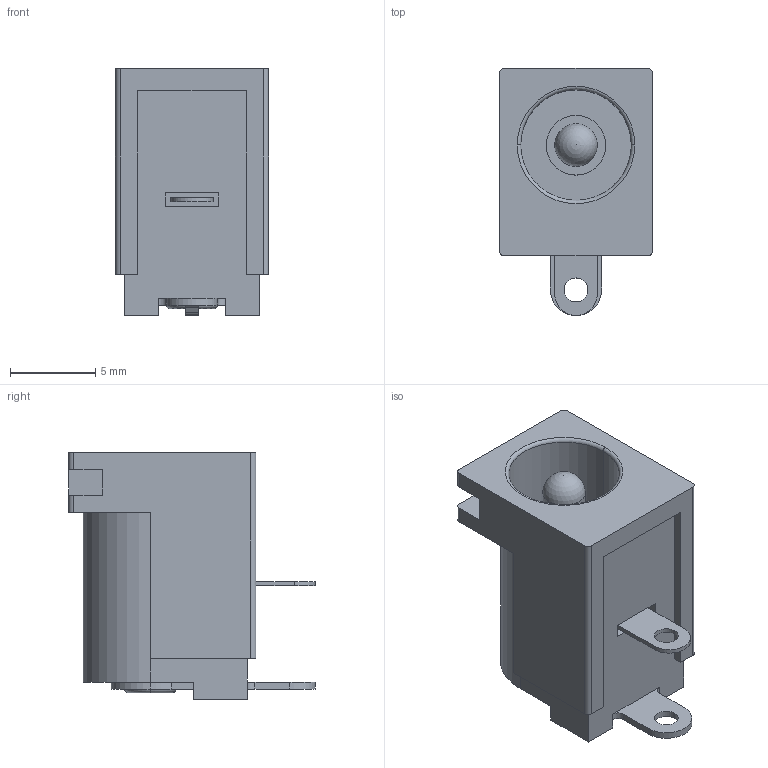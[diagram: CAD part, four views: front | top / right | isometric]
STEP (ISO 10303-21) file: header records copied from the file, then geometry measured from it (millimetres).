
FILE_DESCRIPTION(('FreeCAD Model'),'2;1');
FILE_NAME('CUI_PJ-037B.step', '2018-06-26T20:29:02',('Author'),(''), 'Open CASCADE STEP processor 7.2','FreeCAD','Unknown');
FILE_SCHEMA(('AUTOMOTIVE_DESIGN { 1 0 10303 214 1 1 1 1 }'));
Length unit declared in the file: millimetre
Products named in the file (1): CUI_PJ-037B
Bounding box: 9 x 14.5 x 14.5 mm (x, y, z)
Volume: 802.3 mm3; surface area: 1162 mm2
Topology: 3 solids, 3 shells, 97 faces, 767 edges, 2210 vertices
Faces by surface type: plane 60, cylinder 30, torus 6, sphere 1
Entity records: 12403 total; most frequent: CARTESIAN_POINT 3803, DIRECTION 1663, LINE 987, VECTOR 987, GEOMETRIC_CURVE_SET 512, ORIENTED_EDGE 510, PCURVE 510, DEFINITIONAL_REPRESENTATION 510
